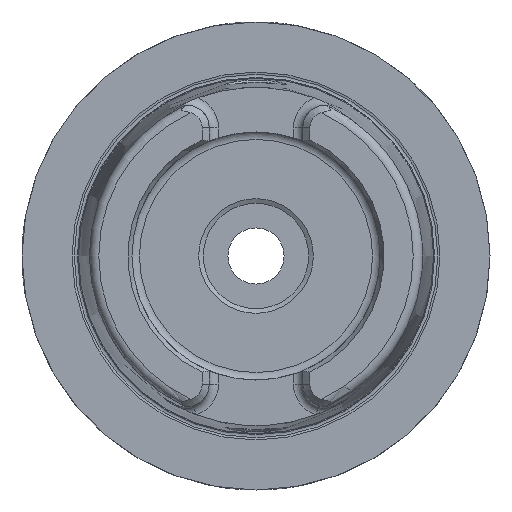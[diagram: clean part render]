
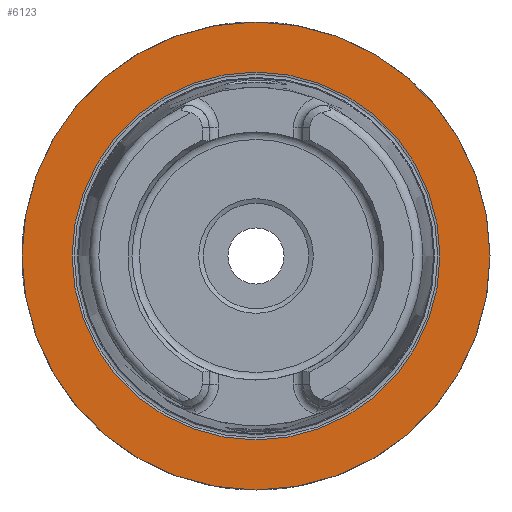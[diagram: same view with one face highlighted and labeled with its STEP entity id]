
A CAD part, left-side view. The second image highlights one B-rep face of the part: STEP entity #6123.
In plain terms, the highlighted planar face has unit normal (-1, 0, 0).
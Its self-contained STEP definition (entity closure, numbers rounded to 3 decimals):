
#2278=CARTESIAN_POINT('',(0.,50.0,0.0));
#2279=VERTEX_POINT('',#2278);
#2280=CARTESIAN_POINT('',(0.0,0.,0.0));
#2281=DIRECTION('',(1.0,0.0,0.0));
#2282=DIRECTION('',(0.0,1.0,0.0));
#2283=AXIS2_PLACEMENT_3D('',#2280,#2281,#2282);
#2284=CIRCLE('',#2283,50.0);
#2285=EDGE_CURVE('',#2279,#2279,#2284,.T.);
#6065=CARTESIAN_POINT('',(0.,39.297,0.0));
#6066=VERTEX_POINT('',#6065);
#6067=CARTESIAN_POINT('',(0.,0.0,0.0));
#6068=DIRECTION('',(1.0,0.0,0.0));
#6069=DIRECTION('',(0.0,1.0,0.0));
#6070=AXIS2_PLACEMENT_3D('',#6067,#6068,#6069);
#6071=CIRCLE('',#6070,39.297);
#6072=EDGE_CURVE('',#6066,#6066,#6071,.T.);
#6112=CARTESIAN_POINT('',(0.,44.004,0.0));
#6113=DIRECTION('',(-1.0,0.0,0.0));
#6114=DIRECTION('',(0.0,0.0,1.0));
#6115=AXIS2_PLACEMENT_3D('',#6112,#6113,#6114);
#6116=PLANE('',#6115);
#6117=ORIENTED_EDGE('',*,*,#2285,.F.);
#6118=EDGE_LOOP('',(#6117));
#6119=FACE_OUTER_BOUND('',#6118,.T.);
#6120=ORIENTED_EDGE('',*,*,#6072,.T.);
#6121=EDGE_LOOP('',(#6120));
#6122=FACE_BOUND('',#6121,.T.);
#6123=ADVANCED_FACE('',(#6119,#6122),#6116,.T.);
